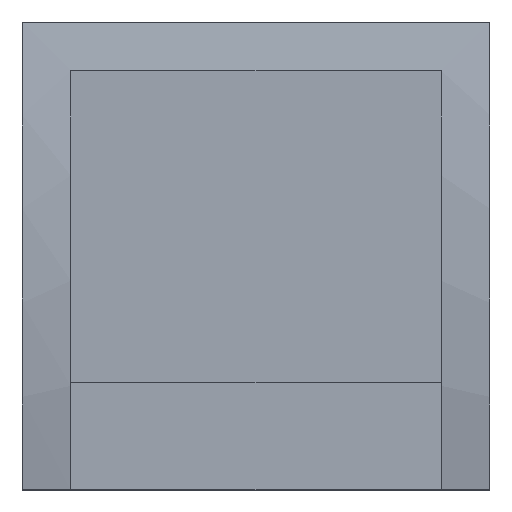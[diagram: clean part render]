
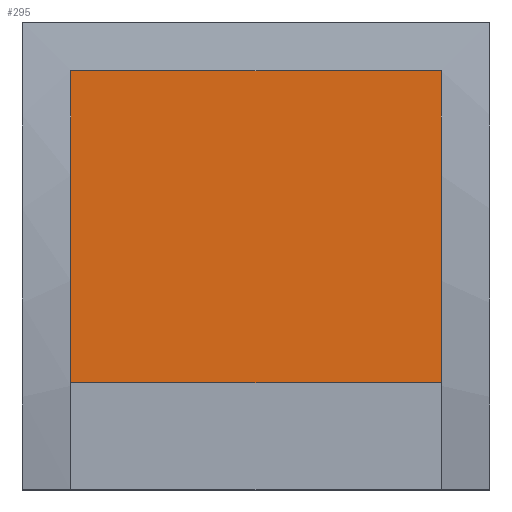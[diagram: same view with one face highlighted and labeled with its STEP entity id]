
A CAD part, top view. The second image highlights one B-rep face of the part: STEP entity #295.
In plain terms, the highlighted planar face has unit normal (0, 0, 1).
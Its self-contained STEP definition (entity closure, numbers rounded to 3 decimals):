
#26=FACE_OUTER_BOUND($,#44,.T.);
#44=EDGE_LOOP($,(#209,#210,#211,#212));
#60=LINE($,#420,#96);
#71=LINE($,#444,#107);
#72=LINE($,#445,#108);
#73=LINE($,#446,#109);
#96=VECTOR($,#339,76.);
#107=VECTOR($,#354,76.);
#108=VECTOR($,#355,64.);
#109=VECTOR($,#356,64.);
#132=VERTEX_POINT($,#417);
#133=VERTEX_POINT($,#419);
#143=VERTEX_POINT($,#442);
#144=VERTEX_POINT($,#443);
#158=EDGE_CURVE($,#132,#133,#60,.T.);
#169=EDGE_CURVE($,#143,#144,#71,.T.);
#170=EDGE_CURVE($,#144,#133,#72,.T.);
#171=EDGE_CURVE($,#143,#132,#73,.T.);
#209=ORIENTED_EDGE($,*,*,#169,.T.);
#210=ORIENTED_EDGE($,*,*,#170,.T.);
#211=ORIENTED_EDGE($,*,*,#158,.F.);
#212=ORIENTED_EDGE($,*,*,#171,.F.);
#279=PLANE($,#315);
#295=ADVANCED_FACE($,(#26),#279,.T.);
#315=AXIS2_PLACEMENT_3D($,#441,#352,#353);
#339=DIRECTION($,(-1.,0.,0.));
#352=DIRECTION('center_axis',(0.,0.,
1.));
#353=DIRECTION('ref_axis',(1.,0.,0.));
#354=DIRECTION($,(-1.,0.,0.));
#355=DIRECTION($,(0.,-1.,0.));
#356=DIRECTION($,(0.,-1.,0.));
#417=CARTESIAN_POINT('',(81.,-26.,37.5));
#419=CARTESIAN_POINT('',(5.,-26.,37.5));
#420=CARTESIAN_POINT($,(81.,-26.,37.5));
#441=CARTESIAN_POINT('Origin',(43.,13.,37.5));
#442=CARTESIAN_POINT('',(81.,38.,37.5));
#443=CARTESIAN_POINT('',(5.,38.,37.5));
#444=CARTESIAN_POINT($,(81.,38.,37.5));
#445=CARTESIAN_POINT($,(5.,38.,37.5));
#446=CARTESIAN_POINT($,(81.,-12.,37.5));
